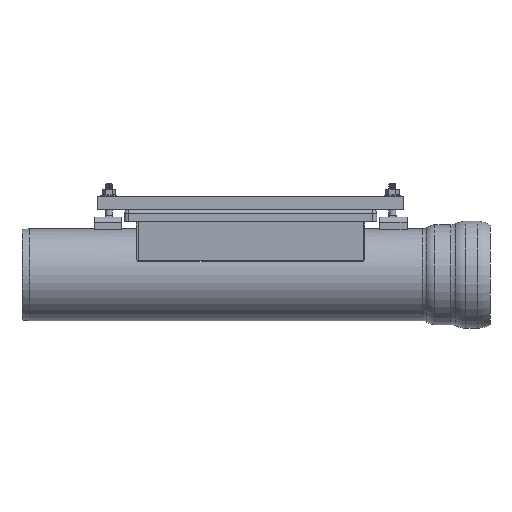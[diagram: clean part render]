
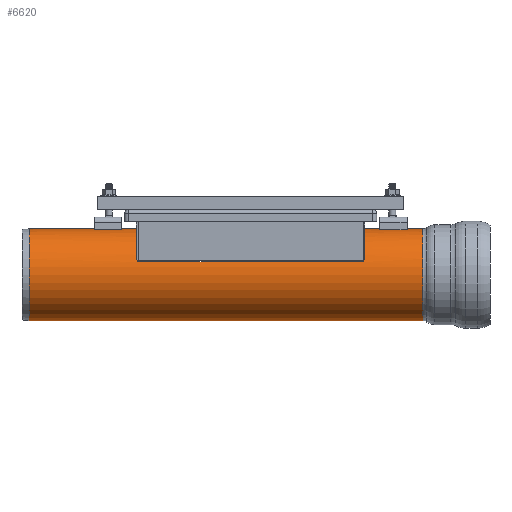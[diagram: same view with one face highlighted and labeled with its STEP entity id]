
A CAD part, front view. The second image highlights one B-rep face of the part: STEP entity #6620.
In plain terms, the highlighted cylindrical face has radius 510 mm (diameter 1020 mm), a full revolution.
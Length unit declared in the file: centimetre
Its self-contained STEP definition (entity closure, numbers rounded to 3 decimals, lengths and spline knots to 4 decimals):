
#421=FACE_BOUND('',#2266,.T.);
#444=CYLINDRICAL_SURFACE('',#7095,51.);
#565=LINE('',#10000,#1156);
#566=LINE('',#10006,#1157);
#567=LINE('',#10009,#1158);
#1156=VECTOR('',#7883,51.);
#1157=VECTOR('',#7888,10.);
#1158=VECTOR('',#7891,10.);
#1815=FACE_OUTER_BOUND('',#2265,.T.);
#2265=EDGE_LOOP('',(#4622,#4623,#4624,#4625));
#2266=EDGE_LOOP('',(#4626,#4627,#4628,#4629));
#2741=CIRCLE('',#7094,51.);
#2742=CIRCLE('',#7096,51.);
#2743=CIRCLE('',#7097,51.);
#2744=CIRCLE('',#7098,51.);
#3037=VERTEX_POINT('',#9995);
#3038=VERTEX_POINT('',#9999);
#3039=VERTEX_POINT('',#10002);
#3040=VERTEX_POINT('',#10003);
#3041=VERTEX_POINT('',#10005);
#3042=VERTEX_POINT('',#10007);
#3619=EDGE_CURVE('',#3037,#3037,#2741,.T.);
#3620=EDGE_CURVE('',#3037,#3038,#565,.T.);
#3621=EDGE_CURVE('',#3038,#3038,#2742,.T.);
#3622=EDGE_CURVE('',#3039,#3040,#2743,.T.);
#3623=EDGE_CURVE('',#3040,#3041,#566,.T.);
#3624=EDGE_CURVE('',#3041,#3042,#2744,.T.);
#3625=EDGE_CURVE('',#3042,#3039,#567,.T.);
#4622=ORIENTED_EDGE('',*,*,#3619,.F.);
#4623=ORIENTED_EDGE('',*,*,#3620,.T.);
#4624=ORIENTED_EDGE('',*,*,#3621,.T.);
#4625=ORIENTED_EDGE('',*,*,#3620,.F.);
#4626=ORIENTED_EDGE('',*,*,#3622,.T.);
#4627=ORIENTED_EDGE('',*,*,#3623,.T.);
#4628=ORIENTED_EDGE('',*,*,#3624,.T.);
#4629=ORIENTED_EDGE('',*,*,#3625,.T.);
#6620=ADVANCED_FACE('',(#1815,#421),#444,.T.);
#7094=AXIS2_PLACEMENT_3D('',#9997,#7879,#7880);
#7095=AXIS2_PLACEMENT_3D('',#9998,#7881,#7882);
#7096=AXIS2_PLACEMENT_3D('',#10001,#7884,#7885);
#7097=AXIS2_PLACEMENT_3D('',#10004,#7886,#7887);
#7098=AXIS2_PLACEMENT_3D('',#10008,#7889,#7890);
#7879=DIRECTION('center_axis',(-1.,0.,0.));
#7880=DIRECTION('ref_axis',(0.,0.,-1.));
#7881=DIRECTION('center_axis',(-1.,0.,0.));
#7882=DIRECTION('ref_axis',(0.,0.,1.));
#7883=DIRECTION('',(1.,0.,0.));
#7884=DIRECTION('center_axis',(-1.,0.,0.));
#7885=DIRECTION('ref_axis',(0.,1.,0.));
#7886=DIRECTION('center_axis',(1.,0.,0.));
#7887=DIRECTION('ref_axis',(0.,0.,1.));
#7888=DIRECTION('',(-1.,0.,0.));
#7889=DIRECTION('center_axis',(-1.,0.,0.));
#7890=DIRECTION('ref_axis',(0.,0.,1.));
#7891=DIRECTION('',(1.,0.,0.));
#9995=CARTESIAN_POINT('',(8.0499,0.,-51.));
#9997=CARTESIAN_POINT('Origin',(8.0499,0.,0.));
#9998=CARTESIAN_POINT('Origin',(226.6239,0.,0.));
#9999=CARTESIAN_POINT('',(445.2478,0.,-51.));
#10000=CARTESIAN_POINT('',(226.6239,0.,-51.));
#10001=CARTESIAN_POINT('Origin',(445.2478,0.,
0.));
#10002=CARTESIAN_POINT('',(379.25,49.,14.1421));
#10003=CARTESIAN_POINT('',(379.25,-49.,14.1421));
#10004=CARTESIAN_POINT('Origin',(379.25,0.,0.));
#10005=CARTESIAN_POINT('',(128.75,-49.,14.1421));
#10006=CARTESIAN_POINT('',(226.6239,-49.,14.1421));
#10007=CARTESIAN_POINT('',(128.75,49.,14.1421));
#10008=CARTESIAN_POINT('Origin',(128.75,0.,0.));
#10009=CARTESIAN_POINT('',(226.6239,49.,14.1421));
